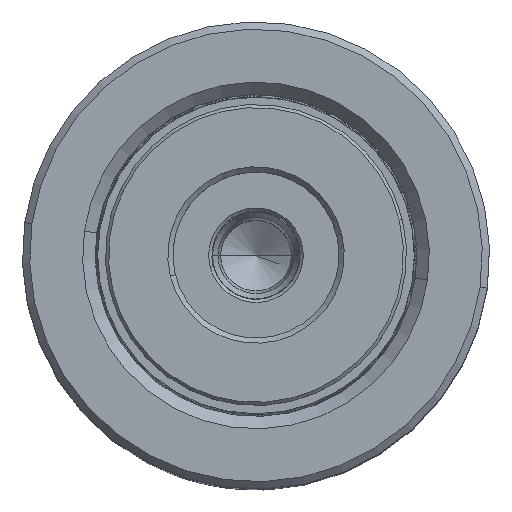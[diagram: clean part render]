
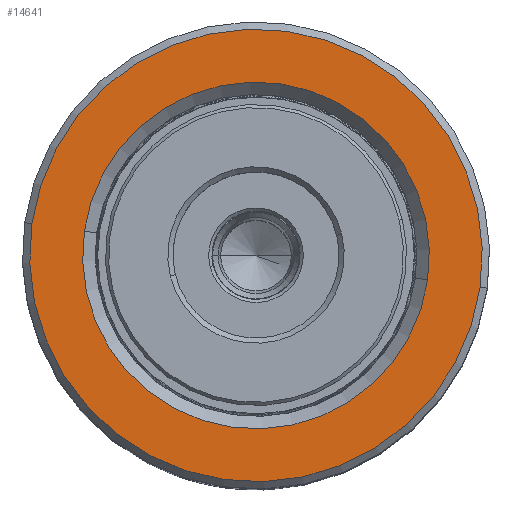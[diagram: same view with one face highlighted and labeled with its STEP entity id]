
A CAD part, top view. The second image highlights one B-rep face of the part: STEP entity #14641.
In plain terms, the highlighted planar face has unit normal (0, 0, 1).
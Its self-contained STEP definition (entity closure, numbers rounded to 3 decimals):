
#1345 = CARTESIAN_POINT ( 'NONE',  ( 0., 0., 60. ) ) ;
#1443 = CIRCLE ( 'NONE', #3679, 16.7 ) ;
#3107 = VERTEX_POINT ( 'NONE', #18910 ) ;
#3173 = DIRECTION ( 'NONE',  ( 1., 0., 0. ) ) ;
#3679 = AXIS2_PLACEMENT_3D ( 'NONE', #14803, #39421, #7597 ) ;
#4321 = CARTESIAN_POINT ( 'NONE',  ( 0., 0., 60. ) ) ;
#5275 = AXIS2_PLACEMENT_3D ( 'NONE', #1345, #36876, #3173 ) ;
#6972 = ORIENTED_EDGE ( 'NONE', *, *, #30245, .T. ) ;
#7597 = DIRECTION ( 'NONE',  ( 1., 0., 0. ) ) ;
#9269 = EDGE_CURVE ( 'NONE', #21429, #3107, #18560, .T. ) ;
#11144 = PLANE ( 'NONE',  #41571 ) ;
#11455 = CIRCLE ( 'NONE', #21131, 21.8 ) ;
#12222 = CARTESIAN_POINT ( 'NONE',  ( 21.8, 0., 60. ) ) ;
#14034 = EDGE_CURVE ( 'NONE', #26980, #42862, #1443, .T. ) ;
#14641 = ADVANCED_FACE ( 'NONE', ( #25779, #25327 ), #11144, .T. ) ;
#14803 = CARTESIAN_POINT ( 'NONE',  ( 0., 0., 60. ) ) ;
#15647 = ORIENTED_EDGE ( 'NONE', *, *, #9269, .T. ) ;
#18560 = CIRCLE ( 'NONE', #5275, 21.8 ) ;
#18910 = CARTESIAN_POINT ( 'NONE',  ( -21.8, 0., 60. ) ) ;
#21131 = AXIS2_PLACEMENT_3D ( 'NONE', #22542, #45283, #30902 ) ;
#21429 = VERTEX_POINT ( 'NONE', #12222 ) ;
#21830 = DIRECTION ( 'NONE',  ( 0., 0., 1. ) ) ;
#22057 = CARTESIAN_POINT ( 'NONE',  ( 0., 0., 60. ) ) ;
#22542 = CARTESIAN_POINT ( 'NONE',  ( 0., 0., 60. ) ) ;
#25327 = FACE_BOUND ( 'NONE', #37145, .T. ) ;
#25779 = FACE_OUTER_BOUND ( 'NONE', #29377, .T. ) ;
#26524 = AXIS2_PLACEMENT_3D ( 'NONE', #4321, #29619, #39619 ) ;
#26980 = VERTEX_POINT ( 'NONE', #33940 ) ;
#29330 = ORIENTED_EDGE ( 'NONE', *, *, #32288, .T. ) ;
#29377 = EDGE_LOOP ( 'NONE', ( #29330, #15647 ) ) ;
#29619 = DIRECTION ( 'NONE',  ( 0., 0., -1. ) ) ;
#30245 = EDGE_CURVE ( 'NONE', #42862, #26980, #36925, .T. ) ;
#30902 = DIRECTION ( 'NONE',  ( 1., 0., 0. ) ) ;
#32288 = EDGE_CURVE ( 'NONE', #3107, #21429, #11455, .T. ) ;
#33940 = CARTESIAN_POINT ( 'NONE',  ( -16.7, 0., 60. ) ) ;
#34894 = CARTESIAN_POINT ( 'NONE',  ( 16.7, 0., 60. ) ) ;
#36006 = DIRECTION ( 'NONE',  ( 1., 0., 0. ) ) ;
#36876 = DIRECTION ( 'NONE',  ( 0., 0., 1. ) ) ;
#36925 = CIRCLE ( 'NONE', #26524, 16.7 ) ;
#37145 = EDGE_LOOP ( 'NONE', ( #6972, #45217 ) ) ;
#39421 = DIRECTION ( 'NONE',  ( 0., 0., -1. ) ) ;
#39619 = DIRECTION ( 'NONE',  ( 1., 0., 0. ) ) ;
#41571 = AXIS2_PLACEMENT_3D ( 'NONE', #22057, #21830, #36006 ) ;
#42862 = VERTEX_POINT ( 'NONE', #34894 ) ;
#45217 = ORIENTED_EDGE ( 'NONE', *, *, #14034, .T. ) ;
#45283 = DIRECTION ( 'NONE',  ( 0., 0., 1. ) ) ;
